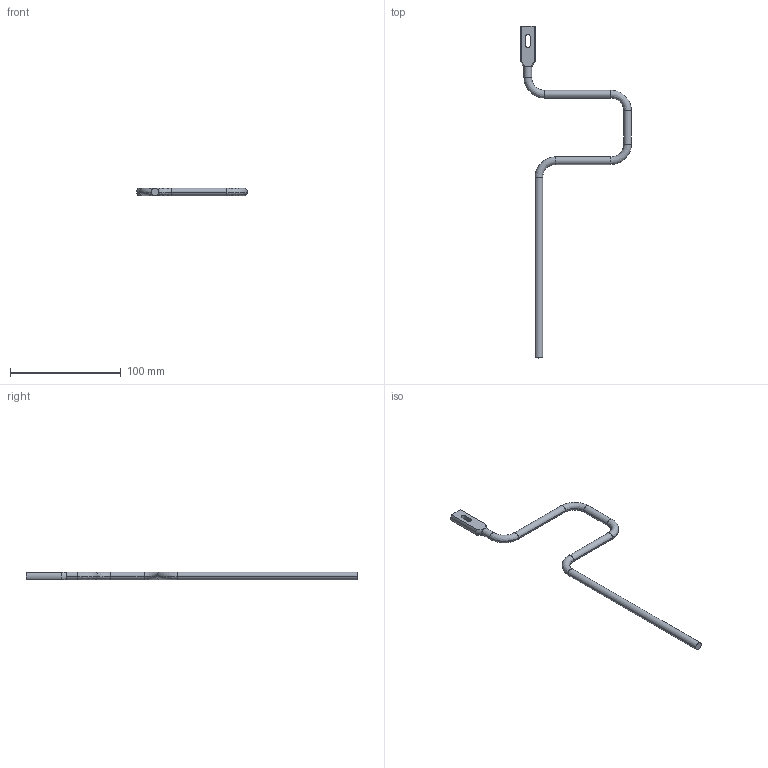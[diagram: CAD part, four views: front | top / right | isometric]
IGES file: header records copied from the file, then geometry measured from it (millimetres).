
Start section:  PTC IGES file: hi-lead-3.igs
Global section: file name: hi-lead-3.igs; native system: Pro/ENGINEER by Parametric Technology Corporation; preprocessor: 2004110; author: liuxiaokun; organization: Unknown; date: 080428.080957; units: millimetre
Bounding box: 99.95 x 299.5 x 6.9 mm (x, y, z)
Volume: 17740.2 mm3; surface area: 10333.9 mm2
Topology: 1 solids, 1 shells, 36 faces, 82 edges, 48 vertices
Faces by surface type: revolution 26, bspline 10
